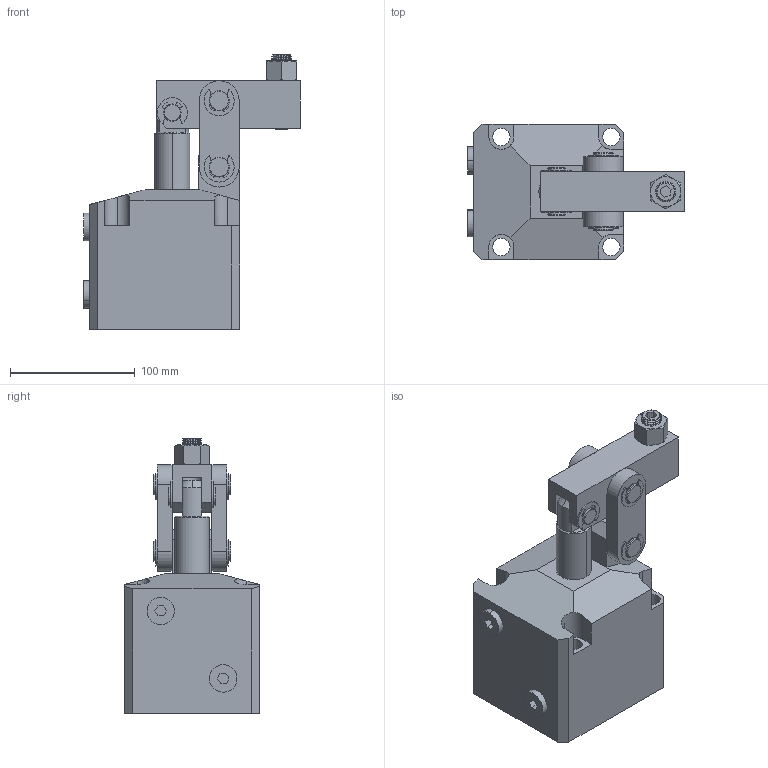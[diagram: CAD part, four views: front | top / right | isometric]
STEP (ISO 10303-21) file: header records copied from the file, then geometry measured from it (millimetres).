
FILE_DESCRIPTION (( 'STEP AP214' ), '1' );
FILE_NAME ('蚾饜极CBLU-70G.STEP', '2019-05-09T12:39:25', ( '' ), ( '' ), 'SwSTEP 2.0', 'SolidWorks 2016', '' );
FILE_SCHEMA (( 'AUTOMOTIVE_DESIGN' ));
Length unit declared in the file: millimetre
Products named in the file (11): 囀鞠褒黑芛郔陔3-8; socket set screw cup point_iso_ISO 4029 - M16 x 60-S; hex nut gradec_iso_Hexagon Nut ISO - 4034 - M16 - S; CK; 酗种; 傻种; 錨璃LG; 70揤旋_1; 70活塞杆_1; CBLU-70G掛极_1_1; 蚾饜极CBLU-70G
Assembly tree (18 placements, depth 2):
  蚾饜极CBLU-70G
    CBLU-70G掛极_1_1
    70活塞杆_1
    70揤旋_1
    錨璃LG  x2
    傻种
    酗种  x2
    CK  x6
    hex nut gradec_iso_Hexagon Nut ISO - 4034 - M16 - S
    socket set screw cup point_iso_ISO 4029 - M16 x 60-S
    囀鞠褒黑芛郔陔3-8  x2
Bounding box: 173.5 x 108 x 220 mm (x, y, z)
Volume: 1400056.2 mm3; surface area: 199882.2 mm2
Topology: 19 solids, 19 shells, 670 faces, 1639 edges, 1027 vertices
Faces by surface type: cylinder 300, cone 202, plane 168
Entity records: 14482 total; most frequent: DIRECTION 2652, CARTESIAN_POINT 2512, ORIENTED_EDGE 2264, EDGE_CURVE 1132, AXIS2_PLACEMENT_3D 1055, VERTEX_POINT 695, CIRCLE 555, LINE 542
